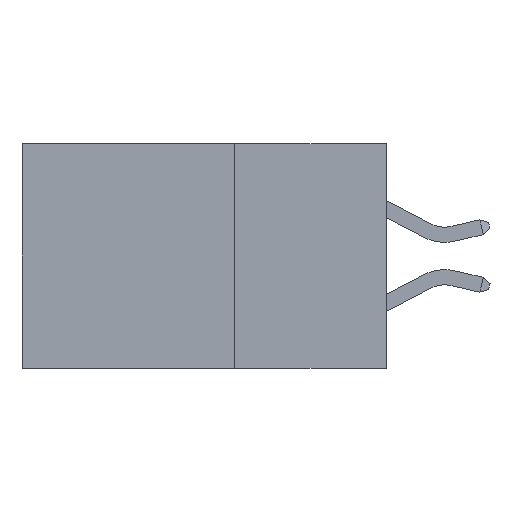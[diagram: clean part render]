
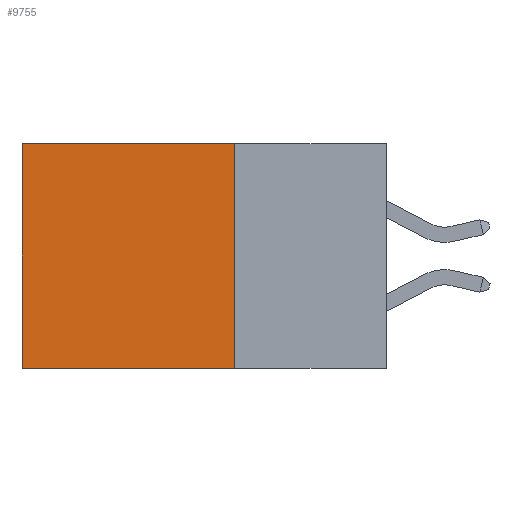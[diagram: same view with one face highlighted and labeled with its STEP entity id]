
A CAD part, left-side view. The second image highlights one B-rep face of the part: STEP entity #9755.
In plain terms, the highlighted planar face has unit normal (-1, 0, 0).
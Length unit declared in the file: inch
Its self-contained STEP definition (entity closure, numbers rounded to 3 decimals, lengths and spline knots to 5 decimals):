
#154 = EDGE_CURVE ( 'NONE', #18052, #2234, #11317, .T. ) ;
#189 = FACE_OUTER_BOUND ( 'NONE', #2027, .T. ) ;
#906 = VERTEX_POINT ( 'NONE', #10305 ) ;
#952 = CARTESIAN_POINT ( 'NONE',  ( 0.298, 0.6, -0.37 ) ) ;
#1072 = VECTOR ( 'NONE', #18062, 39.37008 ) ;
#1548 = VERTEX_POINT ( 'NONE', #952 ) ;
#2027 = EDGE_LOOP ( 'NONE', ( #16110, #10207, #14645, #18434 ) ) ;
#2234 = VERTEX_POINT ( 'NONE', #17931 ) ;
#3287 = EDGE_CURVE ( 'NONE', #2234, #1548, #13857, .T. ) ;
#4368 = DIRECTION ( 'NONE',  ( 0., 1., 0. ) ) ;
#4565 = CARTESIAN_POINT ( 'NONE',  ( 0.298, 0.6, 0. ) ) ;
#4873 = CARTESIAN_POINT ( 'NONE',  ( 0.298, 0.25, -0.37 ) ) ;
#5761 = DIRECTION ( 'NONE',  ( 1., 0., 0. ) ) ;
#6435 = VECTOR ( 'NONE', #12031, 39.37008 ) ;
#8286 = AXIS2_PLACEMENT_3D ( 'NONE', #14607, #5761, #13026 ) ;
#8513 = PLANE ( 'NONE',  #8286 ) ;
#9648 = DIRECTION ( 'NONE',  ( 0., 0., -1. ) ) ;
#9755 = ADVANCED_FACE ( 'NONE', ( #189 ), #8513, .F. ) ;
#10207 = ORIENTED_EDGE ( 'NONE', *, *, #3287, .F. ) ;
#10305 = CARTESIAN_POINT ( 'NONE',  ( 0.298, 0.6, 0. ) ) ;
#11233 = EDGE_CURVE ( 'NONE', #18052, #906, #15903, .T. ) ;
#11317 = LINE ( 'NONE', #16739, #15712 ) ;
#11704 = CARTESIAN_POINT ( 'NONE',  ( 0.298, 0.25, 0. ) ) ;
#12022 = EDGE_CURVE ( 'NONE', #906, #1548, #13119, .T. ) ;
#12031 = DIRECTION ( 'NONE',  ( 0., 0., -1. ) ) ;
#12919 = VECTOR ( 'NONE', #4368, 39.37008 ) ;
#13026 = DIRECTION ( 'NONE',  ( 0., 0., -1. ) ) ;
#13119 = LINE ( 'NONE', #4565, #6435 ) ;
#13857 = LINE ( 'NONE', #4873, #1072 ) ;
#14607 = CARTESIAN_POINT ( 'NONE',  ( 0.298, 0.25, 0. ) ) ;
#14645 = ORIENTED_EDGE ( 'NONE', *, *, #154, .F. ) ;
#15104 = CARTESIAN_POINT ( 'NONE',  ( 0.298, 0.25, 0. ) ) ;
#15712 = VECTOR ( 'NONE', #9648, 39.37008 ) ;
#15903 = LINE ( 'NONE', #11704, #12919 ) ;
#16110 = ORIENTED_EDGE ( 'NONE', *, *, #12022, .T. ) ;
#16739 = CARTESIAN_POINT ( 'NONE',  ( 0.298, 0.25, 0. ) ) ;
#17931 = CARTESIAN_POINT ( 'NONE',  ( 0.298, 0.25, -0.37 ) ) ;
#18052 = VERTEX_POINT ( 'NONE', #15104 ) ;
#18062 = DIRECTION ( 'NONE',  ( 0., 1., 0. ) ) ;
#18434 = ORIENTED_EDGE ( 'NONE', *, *, #11233, .T. ) ;
